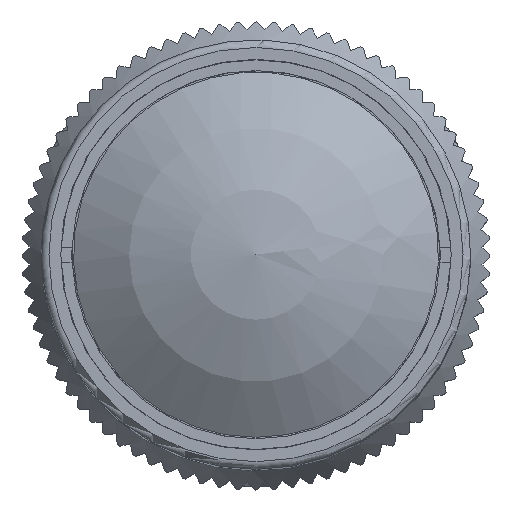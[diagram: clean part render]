
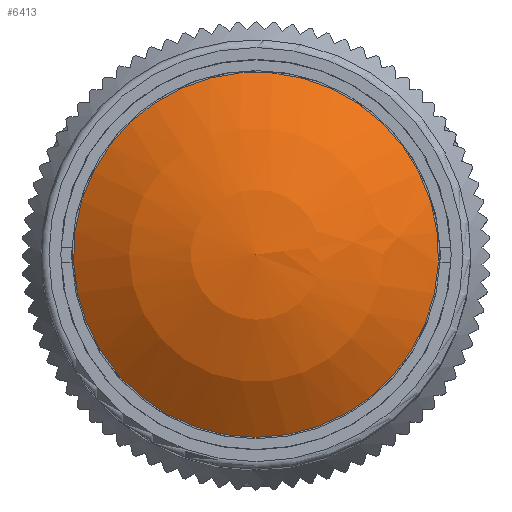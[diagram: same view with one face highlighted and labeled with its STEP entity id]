
A CAD part, top view. The second image highlights one B-rep face of the part: STEP entity #6413.
In plain terms, the highlighted spherical face has radius 19.19 mm.
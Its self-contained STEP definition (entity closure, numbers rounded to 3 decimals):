
#15=SPHERICAL_SURFACE('',#6819,19.19);
#1307=FACE_OUTER_BOUND('',#1661,.T.);
#1661=EDGE_LOOP('',(#4062));
#1989=CIRCLE('',#6726,11.901);
#2218=VERTEX_POINT('',#8947);
#2877=EDGE_CURVE('',#2218,#2218,#1989,.T.);
#4062=ORIENTED_EDGE('',*,*,#2877,.T.);
#6413=ADVANCED_FACE('',(#1307),#15,.T.);
#6726=AXIS2_PLACEMENT_3D('',#8948,#7355,#7356);
#6819=AXIS2_PLACEMENT_3D('',#9266,#7604,#7605);
#7355=DIRECTION('center_axis',(0.,0.,1.));
#7356=DIRECTION('ref_axis',(0.,1.,0.));
#7604=DIRECTION('center_axis',(0.,0.,
1.));
#7605=DIRECTION('ref_axis',(0.992,0.124,0.));
#8947=CARTESIAN_POINT('',(0.,-11.901,-5.394));
#8948=CARTESIAN_POINT('Origin',(0.,0.,
-5.394));
#9266=CARTESIAN_POINT('Origin',(0.,0.,
-20.448));
